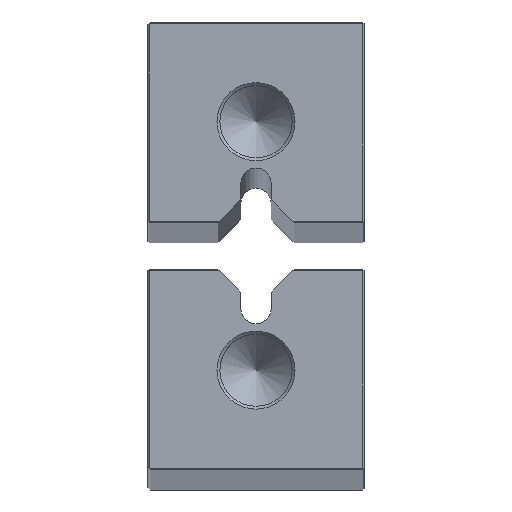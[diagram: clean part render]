
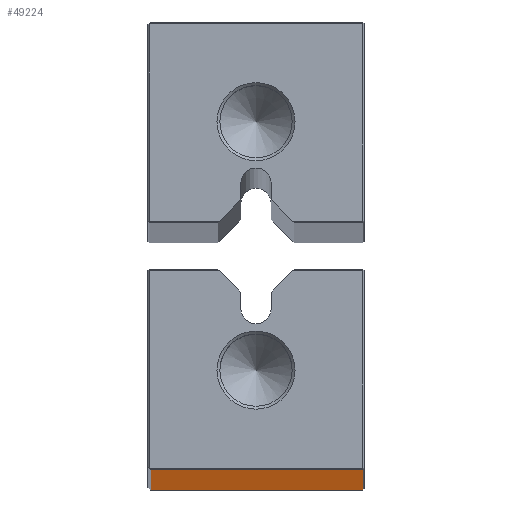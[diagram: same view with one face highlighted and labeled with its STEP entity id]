
A CAD part, top view. The second image highlights one B-rep face of the part: STEP entity #49224.
In plain terms, the highlighted planar face has unit normal (0, -1, 0).
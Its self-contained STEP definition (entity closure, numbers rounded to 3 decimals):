
#39250 = PLANE('',#39251);
#39251 = AXIS2_PLACEMENT_3D('',#39252,#39253,#39254);
#39252 = CARTESIAN_POINT('',(7.5,-15.45,0.05));
#39253 = DIRECTION('',(0.,0.707,0.707));
#39254 = DIRECTION('',(1.,0.,0.));
#39558 = PLANE('',#39559);
#39559 = AXIS2_PLACEMENT_3D('',#39560,#39561,#39562);
#39560 = CARTESIAN_POINT('',(7.5,-15.45,799.95));
#39561 = DIRECTION('',(0.,-0.707,
    0.707));
#39562 = DIRECTION('',(1.,0.,0.));
#39845 = PLANE('',#39846);
#39846 = AXIS2_PLACEMENT_3D('',#39847,#39848,#39849);
#39847 = CARTESIAN_POINT('',(-7.4,-15.4,0.));
#39848 = DIRECTION('',(-0.707,-0.707,
    0.));
#39849 = DIRECTION('',(0.,0.,1.));
#43147 = VERTEX_POINT('',#43148);
#43148 = CARTESIAN_POINT('',(7.4,-15.5,0.1));
#43169 = EDGE_CURVE('',#43147,#43170,#43172,.T.);
#43170 = VERTEX_POINT('',#43171);
#43171 = CARTESIAN_POINT('',(-7.3,-15.5,0.1));
#43172 = SURFACE_CURVE('',#43173,(#43177,#43184),.PCURVE_S1.);
#43173 = LINE('',#43174,#43175);
#43174 = CARTESIAN_POINT('',(7.5,-15.5,0.1));
#43175 = VECTOR('',#43176,1.);
#43176 = DIRECTION('',(-1.,0.,0.));
#43177 = PCURVE('',#39250,#43178);
#43178 = DEFINITIONAL_REPRESENTATION('',(#43179),#43183);
#43179 = LINE('',#43180,#43181);
#43180 = CARTESIAN_POINT('',(0.,-0.071));
#43181 = VECTOR('',#43182,1.);
#43182 = DIRECTION('',(-1.,0.));
#43183 = ( GEOMETRIC_REPRESENTATION_CONTEXT(2) 
PARAMETRIC_REPRESENTATION_CONTEXT() REPRESENTATION_CONTEXT('2D SPACE',''
  ) );
#43184 = PCURVE('',#43185,#43190);
#43185 = PLANE('',#43186);
#43186 = AXIS2_PLACEMENT_3D('',#43187,#43188,#43189);
#43187 = CARTESIAN_POINT('',(7.5,-15.5,0.));
#43188 = DIRECTION('',(0.,-1.,0.));
#43189 = DIRECTION('',(-1.,0.,0.));
#43190 = DEFINITIONAL_REPRESENTATION('',(#43191),#43195);
#43191 = LINE('',#43192,#43193);
#43192 = CARTESIAN_POINT('',(0.,-0.1));
#43193 = VECTOR('',#43194,1.);
#43194 = DIRECTION('',(1.,0.));
#43195 = ( GEOMETRIC_REPRESENTATION_CONTEXT(2) 
PARAMETRIC_REPRESENTATION_CONTEXT() REPRESENTATION_CONTEXT('2D SPACE',''
  ) );
#43462 = VERTEX_POINT('',#43463);
#43463 = CARTESIAN_POINT('',(7.4,-15.5,799.9));
#43484 = EDGE_CURVE('',#43462,#43485,#43487,.T.);
#43485 = VERTEX_POINT('',#43486);
#43486 = CARTESIAN_POINT('',(-7.3,-15.5,799.9));
#43487 = SURFACE_CURVE('',#43488,(#43492,#43499),.PCURVE_S1.);
#43488 = LINE('',#43489,#43490);
#43489 = CARTESIAN_POINT('',(7.5,-15.5,799.9));
#43490 = VECTOR('',#43491,1.);
#43491 = DIRECTION('',(-1.,0.,0.));
#43492 = PCURVE('',#39558,#43493);
#43493 = DEFINITIONAL_REPRESENTATION('',(#43494),#43498);
#43494 = LINE('',#43495,#43496);
#43495 = CARTESIAN_POINT('',(0.,-0.071));
#43496 = VECTOR('',#43497,1.);
#43497 = DIRECTION('',(-1.,0.));
#43498 = ( GEOMETRIC_REPRESENTATION_CONTEXT(2) 
PARAMETRIC_REPRESENTATION_CONTEXT() REPRESENTATION_CONTEXT('2D SPACE',''
  ) );
#43499 = PCURVE('',#43185,#43500);
#43500 = DEFINITIONAL_REPRESENTATION('',(#43501),#43505);
#43501 = LINE('',#43502,#43503);
#43502 = CARTESIAN_POINT('',(0.,-799.9));
#43503 = VECTOR('',#43504,1.);
#43504 = DIRECTION('',(1.,0.));
#43505 = ( GEOMETRIC_REPRESENTATION_CONTEXT(2) 
PARAMETRIC_REPRESENTATION_CONTEXT() REPRESENTATION_CONTEXT('2D SPACE',''
  ) );
#43641 = EDGE_CURVE('',#43170,#43485,#43642,.T.);
#43642 = SURFACE_CURVE('',#43643,(#43647,#43654),.PCURVE_S1.);
#43643 = LINE('',#43644,#43645);
#43644 = CARTESIAN_POINT('',(-7.3,-15.5,0.));
#43645 = VECTOR('',#43646,1.);
#43646 = DIRECTION('',(0.,0.,1.));
#43647 = PCURVE('',#39845,#43648);
#43648 = DEFINITIONAL_REPRESENTATION('',(#43649),#43653);
#43649 = LINE('',#43650,#43651);
#43650 = CARTESIAN_POINT('',(0.,-0.141));
#43651 = VECTOR('',#43652,1.);
#43652 = DIRECTION('',(1.,0.));
#43653 = ( GEOMETRIC_REPRESENTATION_CONTEXT(2) 
PARAMETRIC_REPRESENTATION_CONTEXT() REPRESENTATION_CONTEXT('2D SPACE',''
  ) );
#43654 = PCURVE('',#43185,#43655);
#43655 = DEFINITIONAL_REPRESENTATION('',(#43656),#43660);
#43656 = LINE('',#43657,#43658);
#43657 = CARTESIAN_POINT('',(14.8,0.));
#43658 = VECTOR('',#43659,1.);
#43659 = DIRECTION('',(0.,-1.));
#43660 = ( GEOMETRIC_REPRESENTATION_CONTEXT(2) 
PARAMETRIC_REPRESENTATION_CONTEXT() REPRESENTATION_CONTEXT('2D SPACE',''
  ) );
#48690 = PLANE('',#48691);
#48691 = AXIS2_PLACEMENT_3D('',#48692,#48693,#48694);
#48692 = CARTESIAN_POINT('',(7.45,-15.45,0.));
#48693 = DIRECTION('',(0.707,-0.707,0.));
#48694 = DIRECTION('',(0.,0.,1.));
#49224 = ADVANCED_FACE('',(#49225),#43185,.T.);
#49225 = FACE_BOUND('',#49226,.T.);
#49226 = EDGE_LOOP('',(#49227,#49248,#49249,#49250));
#49227 = ORIENTED_EDGE('',*,*,#49228,.T.);
#49228 = EDGE_CURVE('',#43147,#43462,#49229,.T.);
#49229 = SURFACE_CURVE('',#49230,(#49234,#49241),.PCURVE_S1.);
#49230 = LINE('',#49231,#49232);
#49231 = CARTESIAN_POINT('',(7.4,-15.5,0.));
#49232 = VECTOR('',#49233,1.);
#49233 = DIRECTION('',(0.,0.,1.));
#49234 = PCURVE('',#43185,#49235);
#49235 = DEFINITIONAL_REPRESENTATION('',(#49236),#49240);
#49236 = LINE('',#49237,#49238);
#49237 = CARTESIAN_POINT('',(0.1,0.));
#49238 = VECTOR('',#49239,1.);
#49239 = DIRECTION('',(0.,-1.));
#49240 = ( GEOMETRIC_REPRESENTATION_CONTEXT(2) 
PARAMETRIC_REPRESENTATION_CONTEXT() REPRESENTATION_CONTEXT('2D SPACE',''
  ) );
#49241 = PCURVE('',#48690,#49242);
#49242 = DEFINITIONAL_REPRESENTATION('',(#49243),#49247);
#49243 = LINE('',#49244,#49245);
#49244 = CARTESIAN_POINT('',(0.,0.071));
#49245 = VECTOR('',#49246,1.);
#49246 = DIRECTION('',(1.,0.));
#49247 = ( GEOMETRIC_REPRESENTATION_CONTEXT(2) 
PARAMETRIC_REPRESENTATION_CONTEXT() REPRESENTATION_CONTEXT('2D SPACE',''
  ) );
#49248 = ORIENTED_EDGE('',*,*,#43484,.T.);
#49249 = ORIENTED_EDGE('',*,*,#43641,.F.);
#49250 = ORIENTED_EDGE('',*,*,#43169,.F.);
